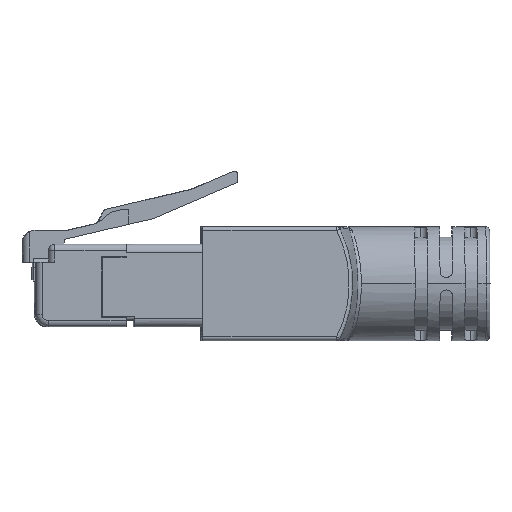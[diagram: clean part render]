
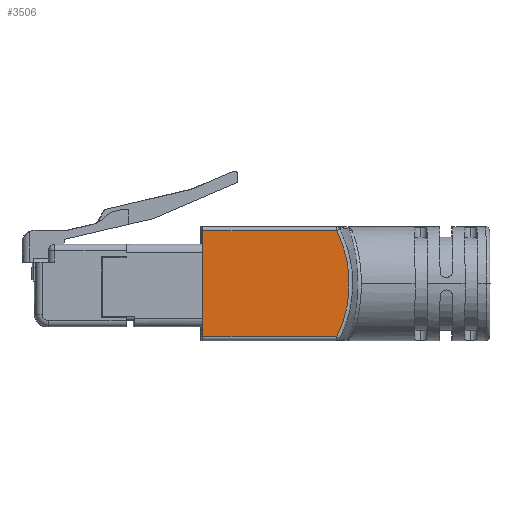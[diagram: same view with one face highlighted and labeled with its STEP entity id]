
A CAD part, front view. The second image highlights one B-rep face of the part: STEP entity #3506.
In plain terms, the highlighted planar face has unit normal (0.011, -1, 0).
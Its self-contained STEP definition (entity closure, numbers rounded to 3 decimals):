
#24 = CARTESIAN_POINT ( 'NONE',  ( 213.902, -526.687, -0.219 ) ) ;
#446 = VERTEX_POINT ( 'NONE', #3447 ) ;
#570 = ORIENTED_EDGE ( 'NONE', *, *, #1521, .T. ) ;
#801 = CARTESIAN_POINT ( 'NONE',  ( 213.795, -526.688, -1.319 ) ) ;
#922 = CARTESIAN_POINT ( 'NONE',  ( 213.733, -526.689, 1.969 ) ) ;
#976 = VECTOR ( 'NONE', #8243, 1000. ) ;
#1346 = DIRECTION ( 'NONE',  ( -1., -0.011, 0. ) ) ;
#1521 = EDGE_CURVE ( 'NONE', #3252, #4467, #6831, .T. ) ;
#1714 = CARTESIAN_POINT ( 'NONE',  ( 212.894, -526.698, -4.1 ) ) ;
#1843 = CARTESIAN_POINT ( 'NONE',  ( 213.881, -526.687, -0.585 ) ) ;
#1896 = FACE_OUTER_BOUND ( 'NONE', #4369, .T. ) ;
#1925 = CARTESIAN_POINT ( 'NONE',  ( 213.226, -526.694, 3.738 ) ) ;
#2099 = CARTESIAN_POINT ( 'NONE',  ( 213.797, -526.688, 1.604 ) ) ;
#2168 = CARTESIAN_POINT ( 'NONE',  ( 202.195, -526.814, 4.7 ) ) ;
#2244 = DIRECTION ( 'NONE',  ( 0., 0., -1. ) ) ;
#2368 = ORIENTED_EDGE ( 'NONE', *, *, #9899, .T. ) ;
#2551 = EDGE_CURVE ( 'NONE', #4467, #4617, #12063, .T. ) ;
#3252 = VERTEX_POINT ( 'NONE', #3411 ) ;
#3411 = CARTESIAN_POINT ( 'NONE',  ( 202.195, -526.814, 4.4 ) ) ;
#3447 = CARTESIAN_POINT ( 'NONE',  ( 212.894, -526.698, 4.4 ) ) ;
#3506 = ADVANCED_FACE ( 'NONE', ( #1896 ), #8591, .F. ) ;
#4274 = AXIS2_PLACEMENT_3D ( 'NONE', #9594, #7684, #10585 ) ;
#4369 = EDGE_LOOP ( 'NONE', ( #570, #9673, #4734, #2368 ) ) ;
#4467 = VERTEX_POINT ( 'NONE', #10236 ) ;
#4617 = VERTEX_POINT ( 'NONE', #4847 ) ;
#4678 = CARTESIAN_POINT ( 'NONE',  ( 213.476, -526.692, -2.751 ) ) ;
#4721 = CARTESIAN_POINT ( 'NONE',  ( 213.226, -526.694, -3.438 ) ) ;
#4734 = ORIENTED_EDGE ( 'NONE', *, *, #11303, .T. ) ;
#4847 = CARTESIAN_POINT ( 'NONE',  ( 212.894, -526.698, -4.1 ) ) ;
#4935 = CARTESIAN_POINT ( 'NONE',  ( 213.477, -526.692, 3.047 ) ) ;
#5195 = CARTESIAN_POINT ( 'NONE',  ( 215.094, -526.674, 4.4 ) ) ;
#5698 = CARTESIAN_POINT ( 'NONE',  ( 213.73, -526.689, -1.683 ) ) ;
#6250 = B_SPLINE_CURVE_WITH_KNOTS ( 'NONE', 3,
 ( #1714, #4721, #4678, #5698, #801, #1843, #24, #6965, #12781, #2099, #922, #4935, #1925, #11902 ),
 .UNSPECIFIED., .F., .F.,
 ( 4, 2, 2, 2, 2, 2, 4 ),
 ( 0., 0.002, 0.003, 0.004, 0.005, 0.007, 0.009 ),
 .UNSPECIFIED. ) ;
#6831 = LINE ( 'NONE', #2168, #7913 ) ;
#6965 = CARTESIAN_POINT ( 'NONE',  ( 213.902, -526.687, 0.512 ) ) ;
#7684 = DIRECTION ( 'NONE',  ( -0.011, 1., 0. ) ) ;
#7868 = VECTOR ( 'NONE', #1346, 1000. ) ;
#7913 = VECTOR ( 'NONE', #2244, 1000. ) ;
#8243 = DIRECTION ( 'NONE',  ( 1., 0.011, 0. ) ) ;
#8591 = PLANE ( 'NONE',  #4274 ) ;
#9082 = CARTESIAN_POINT ( 'NONE',  ( 212.819, -526.699, -4.1 ) ) ;
#9594 = CARTESIAN_POINT ( 'NONE',  ( 215.094, -526.674, 4.7 ) ) ;
#9673 = ORIENTED_EDGE ( 'NONE', *, *, #2551, .T. ) ;
#9899 = EDGE_CURVE ( 'NONE', #446, #3252, #11245, .T. ) ;
#10236 = CARTESIAN_POINT ( 'NONE',  ( 202.195, -526.814, -4.1 ) ) ;
#10585 = DIRECTION ( 'NONE',  ( -1., -0.011, 0. ) ) ;
#11245 = LINE ( 'NONE', #5195, #7868 ) ;
#11303 = EDGE_CURVE ( 'NONE', #4617, #446, #6250, .T. ) ;
#11902 = CARTESIAN_POINT ( 'NONE',  ( 212.894, -526.698, 4.4 ) ) ;
#12063 = LINE ( 'NONE', #9082, #976 ) ;
#12781 = CARTESIAN_POINT ( 'NONE',  ( 213.881, -526.687, 0.877 ) ) ;
